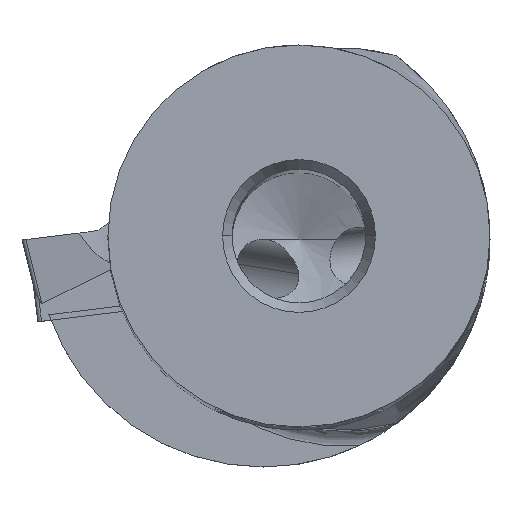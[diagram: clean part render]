
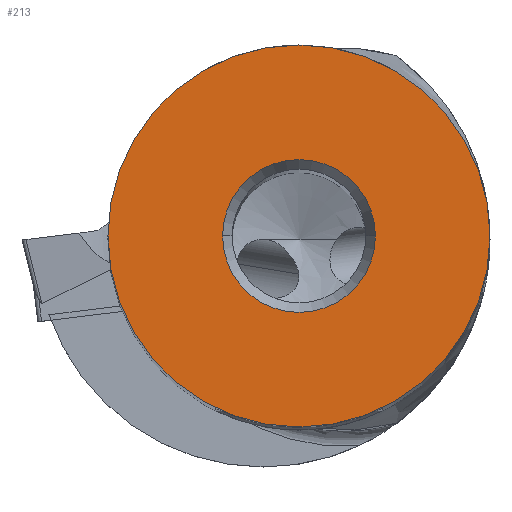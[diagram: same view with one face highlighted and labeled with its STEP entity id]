
A CAD part, top view. The second image highlights one B-rep face of the part: STEP entity #213.
In plain terms, the highlighted planar face has unit normal (0, 0, 1).
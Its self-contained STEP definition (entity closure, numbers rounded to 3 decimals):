
#35=FACE_BOUND('',#534,.T.);
#36=FACE_BOUND('',#535,.T.);
#213=ADVANCED_FACE('',(#35,#36),#322,.T.);
#322=PLANE('',#2966);
#534=EDGE_LOOP('',(#888,#889));
#535=EDGE_LOOP('',(#890,#891));
#888=ORIENTED_EDGE('',*,*,#1842,.T.);
#889=ORIENTED_EDGE('',*,*,#1849,.T.);
#890=ORIENTED_EDGE('',*,*,#1854,.T.);
#891=ORIENTED_EDGE('',*,*,#1855,.T.);
#1528=VERTEX_POINT('',#4761);
#1529=VERTEX_POINT('',#4762);
#1538=VERTEX_POINT('',#4785);
#1539=VERTEX_POINT('',#4786);
#1842=EDGE_CURVE('',#1528,#1529,#2296,.T.);
#1849=EDGE_CURVE('',#1529,#1528,#2297,.T.);
#1854=EDGE_CURVE('',#1538,#1539,#2298,.T.);
#1855=EDGE_CURVE('',#1539,#1538,#2299,.T.);
#2296=CIRCLE('',#2956,10.);
#2297=CIRCLE('',#2960,10.);
#2298=CIRCLE('',#2964,4.);
#2299=CIRCLE('',#2965,4.);
#2956=AXIS2_PLACEMENT_3D('',#4760,#3348,#3349);
#2960=AXIS2_PLACEMENT_3D('',#4774,#3360,#3361);
#2964=AXIS2_PLACEMENT_3D('',#4784,#3370,#3371);
#2965=AXIS2_PLACEMENT_3D('',#4787,#3372,#3373);
#2966=AXIS2_PLACEMENT_3D('',#4788,#3374,#3375);
#3348=DIRECTION('',(0.,0.,1.));
#3349=DIRECTION('',(-1.,0.,0.));
#3360=DIRECTION('',(0.,0.,1.));
#3361=DIRECTION('',(1.,0.,0.));
#3370=DIRECTION('',(0.,0.,-1.));
#3371=DIRECTION('',(-1.,0.,0.));
#3372=DIRECTION('',(0.,0.,-1.));
#3373=DIRECTION('',(1.,0.,0.));
#3374=DIRECTION('',(0.,0.,1.));
#3375=DIRECTION('',(1.,0.,0.));
#4760=CARTESIAN_POINT('',(0.,0.,0.));
#4761=CARTESIAN_POINT('',(-10.,0.,0.));
#4762=CARTESIAN_POINT('',(10.,0.,0.));
#4774=CARTESIAN_POINT('',(0.,0.,0.));
#4784=CARTESIAN_POINT('',(0.,0.,0.));
#4785=CARTESIAN_POINT('',(-4.,0.,0.));
#4786=CARTESIAN_POINT('',(4.,0.,0.));
#4787=CARTESIAN_POINT('',(0.,0.,0.));
#4788=CARTESIAN_POINT('',(0.,0.,0.));
